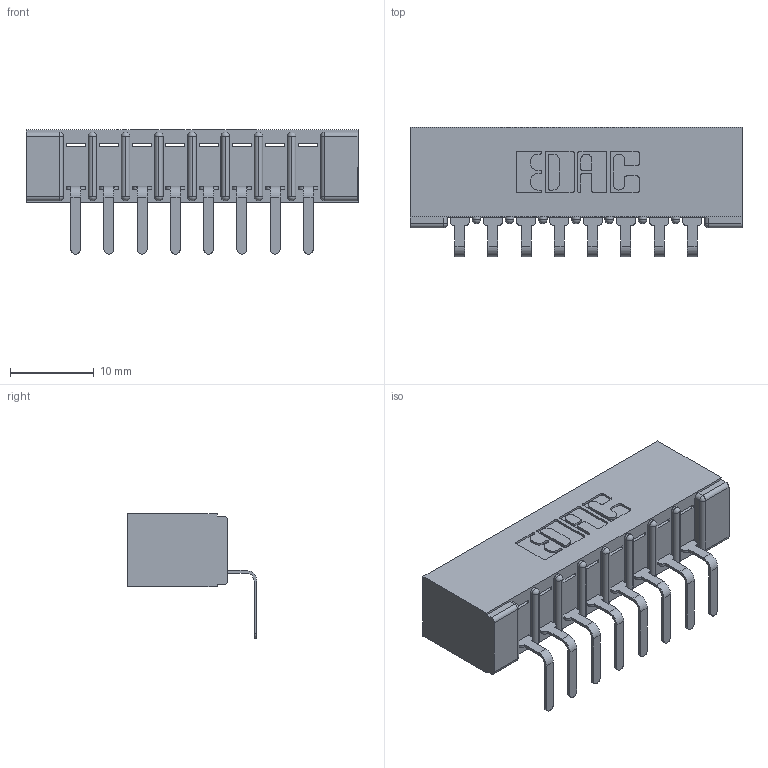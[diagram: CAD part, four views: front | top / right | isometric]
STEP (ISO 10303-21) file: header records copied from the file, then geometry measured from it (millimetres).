
FILE_DESCRIPTION (( 'STEP AP203' ), '1' );
FILE_NAME ('307-008-559-101.STEP', '2019-09-04T15:32:56', ( '' ), ( '' ), 'SwSTEP 2.0', 'SolidWorks 2016', '' );
FILE_SCHEMA (( 'CONFIG_CONTROL_DESIGN' ));
Length unit declared in the file: inch
Products named in the file (3): 307-290-001_558 559 - 1 (Single); 307 Part_No Mounting Lugs; 307-008-559-101
Assembly tree (9 placements, depth 2):
  307-008-559-101
    307 Part_No Mounting Lugs
    307-290-001_558 559 - 1 (Single)  x8
Bounding box: 39.57 x 15.46 x 14.81 mm (x, y, z)
Volume: 2741.8 mm3; surface area: 4091.8 mm2
Topology: 9 solids, 9 shells, 599 faces, 1691 edges, 1090 vertices
Faces by surface type: plane 378, cylinder 203, sphere 18
Entity records: 10876 total; most frequent: CARTESIAN_POINT 1820, ORIENTED_EDGE 1806, DIRECTION 1789, EDGE_CURVE 903, LINE 679, VECTOR 679, VERTEX_POINT 586, AXIS2_PLACEMENT_3D 555
